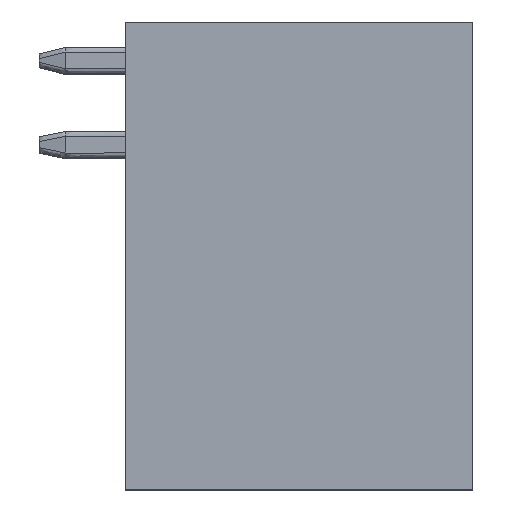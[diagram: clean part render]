
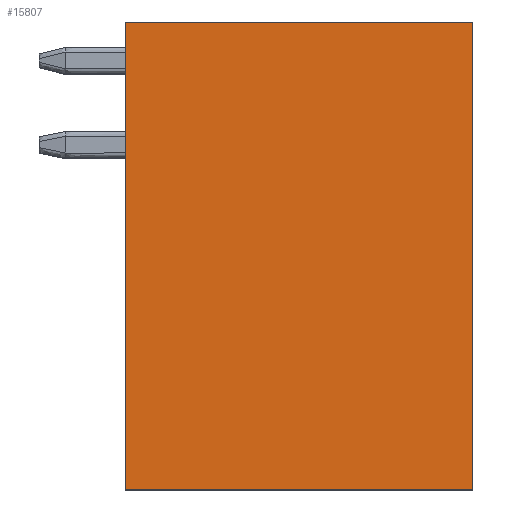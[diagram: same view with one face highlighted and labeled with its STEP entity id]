
A CAD part, top view. The second image highlights one B-rep face of the part: STEP entity #15807.
In plain terms, the highlighted free-form (B-spline) face has degree [1, 1] with [2, 2] control points.
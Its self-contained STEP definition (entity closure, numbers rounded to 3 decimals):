
#737=CARTESIAN_POINT('',(-4.9,17.1,7.52));
#738=VERTEX_POINT('',#737);
#744=CARTESIAN_POINT('',(5.6,17.1,7.52));
#745=VERTEX_POINT('',#744);
#746=CARTESIAN_POINT('',(-4.9,17.1,7.52));
#747=CARTESIAN_POINT('',(5.6,17.1,7.52));
#748=B_SPLINE_CURVE_WITH_KNOTS('',1,(#746,#747),.POLYLINE_FORM.,.F.,.U.,(2,2),(0.,1.),.UNSPECIFIED.);
#749=EDGE_CURVE('',#738,#745,#748,.T.);
#15770=CARTESIAN_POINT('',(-4.9,3.,7.52));
#15771=VERTEX_POINT('',#15770);
#15777=CARTESIAN_POINT('',(-4.9,3.,7.52));
#15778=CARTESIAN_POINT('',(-4.9,17.1,7.52));
#15779=B_SPLINE_CURVE_WITH_KNOTS('',1,(#15777,#15778),.POLYLINE_FORM.,.F.,.U.,(2,2),(0.,1.),.UNSPECIFIED.);
#15780=EDGE_CURVE('',#15771,#738,#15779,.T.);
#15786=CARTESIAN_POINT('',(-20.932,-8.564,7.52));
#15787=CARTESIAN_POINT('',(-20.932,41.603,7.52));
#15788=CARTESIAN_POINT('',(29.235,-8.564,7.52));
#15789=CARTESIAN_POINT('',(29.235,41.603,7.52));
#15790=B_SPLINE_SURFACE_WITH_KNOTS('',1,1,((#15786,#15787),(#15788,#15789)),.PLANE_SURF.,.F.,.F.,.U.,(2,2),(2,2),(0.,1.),(0.,1.),.UNSPECIFIED.);
#15791=CARTESIAN_POINT('',(5.6,3.,7.52));
#15792=VERTEX_POINT('',#15791);
#15793=CARTESIAN_POINT('',(-4.9,3.,7.52));
#15794=CARTESIAN_POINT('',(5.6,3.,7.52));
#15795=B_SPLINE_CURVE_WITH_KNOTS('',1,(#15793,#15794),.POLYLINE_FORM.,.F.,.U.,(2,2),(0.,1.),.UNSPECIFIED.);
#15796=EDGE_CURVE('',#15771,#15792,#15795,.T.);
#15797=ORIENTED_EDGE('',*,*,#15796,.T.);
#15798=CARTESIAN_POINT('',(5.6,3.,7.52));
#15799=CARTESIAN_POINT('',(5.6,17.1,7.52));
#15800=B_SPLINE_CURVE_WITH_KNOTS('',1,(#15798,#15799),.POLYLINE_FORM.,.F.,.U.,(2,2),(0.,1.),.UNSPECIFIED.);
#15801=EDGE_CURVE('',#15792,#745,#15800,.T.);
#15802=ORIENTED_EDGE('',*,*,#15801,.T.);
#15803=ORIENTED_EDGE('',*,*,#749,.F.);
#15804=ORIENTED_EDGE('',*,*,#15780,.F.);
#15805=EDGE_LOOP('',(#15797,#15802,#15803,#15804));
#15806=FACE_OUTER_BOUND('',#15805,.T.);
#15807=ADVANCED_FACE('',(#15806),#15790,.T.);
